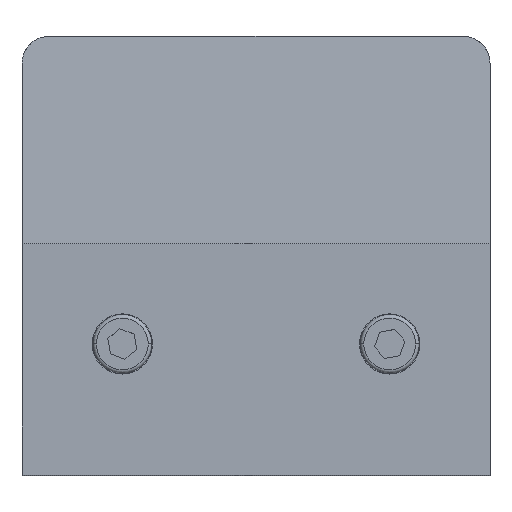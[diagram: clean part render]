
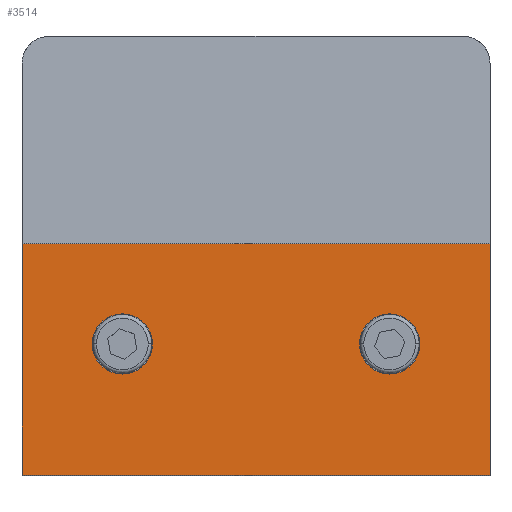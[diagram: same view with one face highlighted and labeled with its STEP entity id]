
A CAD part, top view. The second image highlights one B-rep face of the part: STEP entity #3514.
In plain terms, the highlighted planar face has unit normal (0, 0, 1).
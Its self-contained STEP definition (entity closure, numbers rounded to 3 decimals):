
#79 = ORIENTED_EDGE ( 'NONE', *, *, #2888, .T. ) ;
#92 = VECTOR ( 'NONE', #1431, 1000. ) ;
#126 = CIRCLE ( 'NONE', #1790, 4.5 ) ;
#155 = EDGE_LOOP ( 'NONE', ( #2785, #1555 ) ) ;
#240 = CARTESIAN_POINT ( 'NONE',  ( 15.5, -8.5, 29.25 ) ) ;
#260 = VERTEX_POINT ( 'NONE', #1849 ) ;
#307 = CARTESIAN_POINT ( 'NONE',  ( 20., -8.5, 29.25 ) ) ;
#372 = EDGE_LOOP ( 'NONE', ( #2624, #2474 ) ) ;
#427 = CIRCLE ( 'NONE', #2506, 4.5 ) ;
#440 = DIRECTION ( 'NONE',  ( 0., 0., 1. ) ) ;
#462 = CARTESIAN_POINT ( 'NONE',  ( 35., 6.5, 29.25 ) ) ;
#631 = EDGE_CURVE ( 'NONE', #2427, #1656, #126, .T. ) ;
#661 = CARTESIAN_POINT ( 'NONE',  ( -20., -8.5, 29.25 ) ) ;
#755 = CARTESIAN_POINT ( 'NONE',  ( 35., -28.114, 29.25 ) ) ;
#772 = DIRECTION ( 'NONE',  ( 0., -1., 0. ) ) ;
#797 = CARTESIAN_POINT ( 'NONE',  ( 24.5, -8.5, 29.25 ) ) ;
#839 = DIRECTION ( 'NONE',  ( 1., 0., 0. ) ) ;
#905 = VECTOR ( 'NONE', #2384, 1000. ) ;
#944 = DIRECTION ( 'NONE',  ( 1., 0., 0. ) ) ;
#979 = EDGE_CURVE ( 'NONE', #2329, #260, #2167, .T. ) ;
#990 = VERTEX_POINT ( 'NONE', #755 ) ;
#1024 = VERTEX_POINT ( 'NONE', #462 ) ;
#1054 = VECTOR ( 'NONE', #772, 1000. ) ;
#1202 = CARTESIAN_POINT ( 'NONE',  ( 20., -8.5, 29.25 ) ) ;
#1237 = CARTESIAN_POINT ( 'NONE',  ( 35., 6.5, 29.25 ) ) ;
#1247 = AXIS2_PLACEMENT_3D ( 'NONE', #1202, #3610, #1317 ) ;
#1317 = DIRECTION ( 'NONE',  ( 1., 0., 0. ) ) ;
#1394 = LINE ( 'NONE', #1930, #92 ) ;
#1431 = DIRECTION ( 'NONE',  ( -1., 0., 0. ) ) ;
#1469 = ORIENTED_EDGE ( 'NONE', *, *, #3536, .T. ) ;
#1555 = ORIENTED_EDGE ( 'NONE', *, *, #1859, .F. ) ;
#1568 = EDGE_CURVE ( 'NONE', #1024, #990, #3526, .T. ) ;
#1574 = DIRECTION ( 'NONE',  ( 1., 0., 0. ) ) ;
#1647 = VECTOR ( 'NONE', #944, 1000. ) ;
#1656 = VERTEX_POINT ( 'NONE', #3584 ) ;
#1770 = AXIS2_PLACEMENT_3D ( 'NONE', #2259, #3431, #2282 ) ;
#1790 = AXIS2_PLACEMENT_3D ( 'NONE', #3032, #2441, #3569 ) ;
#1844 = FACE_BOUND ( 'NONE', #372, .T. ) ;
#1849 = CARTESIAN_POINT ( 'NONE',  ( -35., -28.114, 29.25 ) ) ;
#1859 = EDGE_CURVE ( 'NONE', #3047, #2774, #427, .T. ) ;
#1930 = CARTESIAN_POINT ( 'NONE',  ( 35., 6.5, 29.25 ) ) ;
#2066 = CIRCLE ( 'NONE', #1247, 4.5 ) ;
#2167 = LINE ( 'NONE', #2725, #1054 ) ;
#2207 = FACE_OUTER_BOUND ( 'NONE', #3346, .T. ) ;
#2259 = CARTESIAN_POINT ( 'NONE',  ( 35., 6.5, 29.25 ) ) ;
#2282 = DIRECTION ( 'NONE',  ( 0., 1., 0. ) ) ;
#2329 = VERTEX_POINT ( 'NONE', #2610 ) ;
#2339 = EDGE_CURVE ( 'NONE', #2774, #3047, #2066, .T. ) ;
#2384 = DIRECTION ( 'NONE',  ( 0., -1., 0. ) ) ;
#2427 = VERTEX_POINT ( 'NONE', #3073 ) ;
#2441 = DIRECTION ( 'NONE',  ( 0., 0., 1. ) ) ;
#2474 = ORIENTED_EDGE ( 'NONE', *, *, #631, .F. ) ;
#2506 = AXIS2_PLACEMENT_3D ( 'NONE', #307, #3388, #839 ) ;
#2610 = CARTESIAN_POINT ( 'NONE',  ( -35., 6.5, 29.25 ) ) ;
#2624 = ORIENTED_EDGE ( 'NONE', *, *, #2992, .F. ) ;
#2633 = AXIS2_PLACEMENT_3D ( 'NONE', #661, #440, #1574 ) ;
#2665 = LINE ( 'NONE', #3226, #1647 ) ;
#2725 = CARTESIAN_POINT ( 'NONE',  ( -35., 6.5, 29.25 ) ) ;
#2774 = VERTEX_POINT ( 'NONE', #797 ) ;
#2785 = ORIENTED_EDGE ( 'NONE', *, *, #2339, .F. ) ;
#2888 = EDGE_CURVE ( 'NONE', #1024, #2329, #1394, .T. ) ;
#2992 = EDGE_CURVE ( 'NONE', #1656, #2427, #3228, .T. ) ;
#3032 = CARTESIAN_POINT ( 'NONE',  ( -20., -8.5, 29.25 ) ) ;
#3047 = VERTEX_POINT ( 'NONE', #240 ) ;
#3073 = CARTESIAN_POINT ( 'NONE',  ( -24.5, -8.5, 29.25 ) ) ;
#3085 = PLANE ( 'NONE',  #1770 ) ;
#3226 = CARTESIAN_POINT ( 'NONE',  ( -42.5, -28.114, 29.25 ) ) ;
#3228 = CIRCLE ( 'NONE', #2633, 4.5 ) ;
#3346 = EDGE_LOOP ( 'NONE', ( #3487, #1469, #3541, #79 ) ) ;
#3388 = DIRECTION ( 'NONE',  ( 0., 0., 1. ) ) ;
#3431 = DIRECTION ( 'NONE',  ( 0., 0., -1. ) ) ;
#3487 = ORIENTED_EDGE ( 'NONE', *, *, #979, .T. ) ;
#3514 = ADVANCED_FACE ( 'NONE', ( #1844, #3560, #2207 ), #3085, .F. ) ;
#3526 = LINE ( 'NONE', #1237, #905 ) ;
#3536 = EDGE_CURVE ( 'NONE', #260, #990, #2665, .T. ) ;
#3541 = ORIENTED_EDGE ( 'NONE', *, *, #1568, .F. ) ;
#3560 = FACE_BOUND ( 'NONE', #155, .T. ) ;
#3569 = DIRECTION ( 'NONE',  ( 1., 0., 0. ) ) ;
#3584 = CARTESIAN_POINT ( 'NONE',  ( -15.5, -8.5, 29.25 ) ) ;
#3610 = DIRECTION ( 'NONE',  ( 0., 0., 1. ) ) ;
